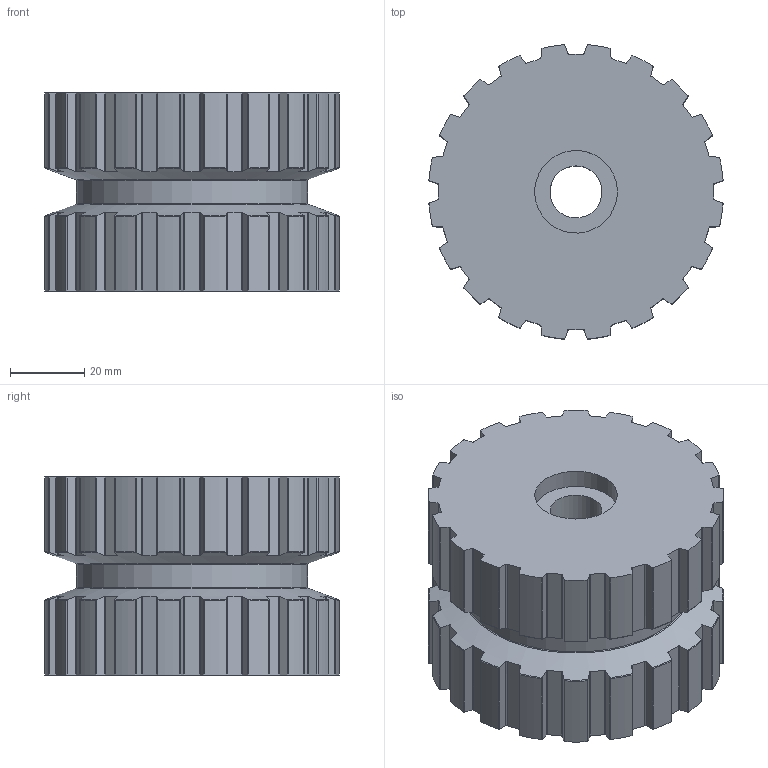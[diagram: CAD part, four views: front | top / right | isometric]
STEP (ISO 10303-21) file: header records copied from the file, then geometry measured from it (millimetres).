
FILE_DESCRIPTION(/* description */ (''),/* implementation_level */ '2;1');
FILE_NAME(/* name */ 'printedWheel.stp',/* time_stamp */ '2025-01-12T20:00:08-05:00',/* author */ ('derm'),/* organization */ (''),/* preprocessor_version */ 'ST-DEVELOPER v20',/* originating_system */ 'Autodesk Inventor 2025',/* authorisation */ '');
FILE_SCHEMA (('AUTOMOTIVE_DESIGN { 1 0 10303 214 3 1 1 }'));
Length unit declared in the file: millimetre
Products named in the file (1): printedWheel
Bounding box: 79.24 x 79.24 x 53.34 mm (x, y, z)
Volume: 224096.5 mm3; surface area: 29535.6 mm2
Topology: 1 solids, 1 shells, 372 faces, 1101 edges, 733 vertices
Faces by surface type: cylinder 204, plane 124, torus 42, cone 2
Full cylindrical faces by diameter (mm): 14 x1, 22.25 x2, 62.23 x1
Entity records: 13739 total; most frequent: CARTESIAN_POINT 4051, ORIENTED_EDGE 2202, DIRECTION 1938, EDGE_CURVE 1101, AXIS2_PLACEMENT_3D 746, VERTEX_POINT 733, LINE 446, VECTOR 446
